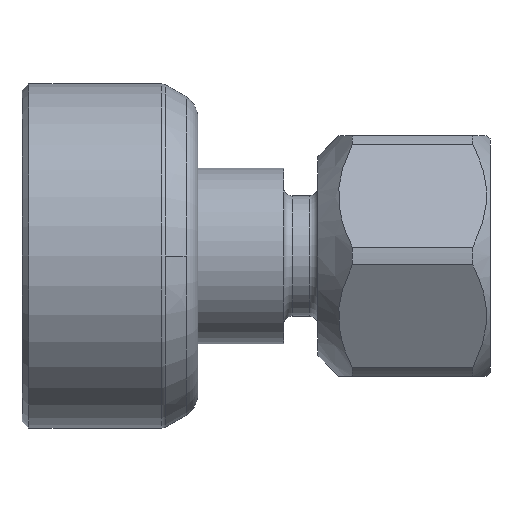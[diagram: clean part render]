
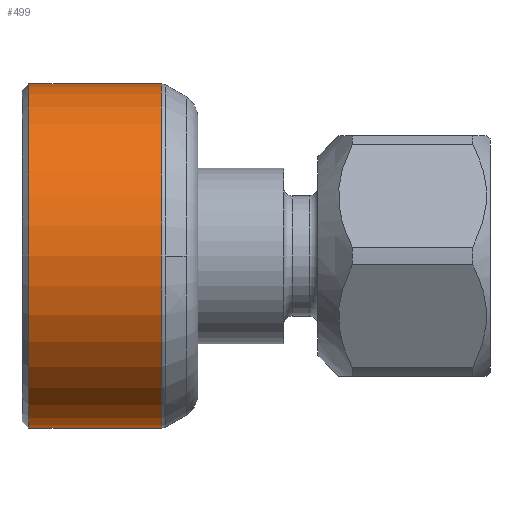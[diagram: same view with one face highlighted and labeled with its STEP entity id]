
A CAD part, left-side view. The second image highlights one B-rep face of the part: STEP entity #499.
In plain terms, the highlighted cylindrical face has radius 5 mm (diameter 10 mm), a partial arc.
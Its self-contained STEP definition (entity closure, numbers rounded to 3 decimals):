
#12 = ORIENTED_EDGE ( 'NONE', *, *, #652, .T. ) ;
#19 = VECTOR ( 'NONE', #490, 1000. ) ;
#73 = DIRECTION ( 'NONE',  ( 0., -1., 0. ) ) ;
#157 = CARTESIAN_POINT ( 'NONE',  ( 0., 0., 0. ) ) ;
#185 = DIRECTION ( 'NONE',  ( 0., 0., 1. ) ) ;
#236 = EDGE_CURVE ( 'NONE', #452, #1324, #318, .T. ) ;
#318 = LINE ( 'NONE', #1320, #19 ) ;
#324 = CIRCLE ( 'NONE', #1251, 5. ) ;
#390 = FACE_OUTER_BOUND ( 'NONE', #1492, .T. ) ;
#397 = VERTEX_POINT ( 'NONE', #538 ) ;
#403 = AXIS2_PLACEMENT_3D ( 'NONE', #451, #73, #185 ) ;
#421 = AXIS2_PLACEMENT_3D ( 'NONE', #157, #978, #1383 ) ;
#425 = LINE ( 'NONE', #876, #1589 ) ;
#451 = CARTESIAN_POINT ( 'NONE',  ( 0., 8.9, 0. ) ) ;
#452 = VERTEX_POINT ( 'NONE', #1082 ) ;
#490 = DIRECTION ( 'NONE',  ( 0., -1., 0. ) ) ;
#499 = ADVANCED_FACE ( 'NONE', ( #390 ), #1392, .T. ) ;
#516 = CARTESIAN_POINT ( 'NONE',  ( 0., 5.045, 5. ) ) ;
#538 = CARTESIAN_POINT ( 'NONE',  ( 0., 5.045, -5. ) ) ;
#561 = DIRECTION ( 'NONE',  ( 0., 0., 1. ) ) ;
#609 = EDGE_CURVE ( 'NONE', #452, #1532, #1649, .T. ) ;
#652 = EDGE_CURVE ( 'NONE', #1532, #397, #425, .T. ) ;
#876 = CARTESIAN_POINT ( 'NONE',  ( 0., 0., -5. ) ) ;
#930 = EDGE_CURVE ( 'NONE', #397, #1324, #324, .T. ) ;
#978 = DIRECTION ( 'NONE',  ( 0., -1., 0. ) ) ;
#982 = CARTESIAN_POINT ( 'NONE',  ( 0., 8.9, -5. ) ) ;
#998 = ORIENTED_EDGE ( 'NONE', *, *, #930, .T. ) ;
#1082 = CARTESIAN_POINT ( 'NONE',  ( 0., 8.9, 5. ) ) ;
#1155 = DIRECTION ( 'NONE',  ( 0., -1., 0. ) ) ;
#1251 = AXIS2_PLACEMENT_3D ( 'NONE', #1399, #1527, #561 ) ;
#1320 = CARTESIAN_POINT ( 'NONE',  ( 0., 0., 5. ) ) ;
#1324 = VERTEX_POINT ( 'NONE', #516 ) ;
#1383 = DIRECTION ( 'NONE',  ( 0., 0., -1. ) ) ;
#1392 = CYLINDRICAL_SURFACE ( 'NONE', #421, 5. ) ;
#1399 = CARTESIAN_POINT ( 'NONE',  ( 0., 5.045, 0. ) ) ;
#1470 = ORIENTED_EDGE ( 'NONE', *, *, #609, .T. ) ;
#1492 = EDGE_LOOP ( 'NONE', ( #1559, #1470, #12, #998 ) ) ;
#1527 = DIRECTION ( 'NONE',  ( 0., 1., 0. ) ) ;
#1532 = VERTEX_POINT ( 'NONE', #982 ) ;
#1559 = ORIENTED_EDGE ( 'NONE', *, *, #236, .F. ) ;
#1589 = VECTOR ( 'NONE', #1155, 1000. ) ;
#1649 = CIRCLE ( 'NONE', #403, 5. ) ;
